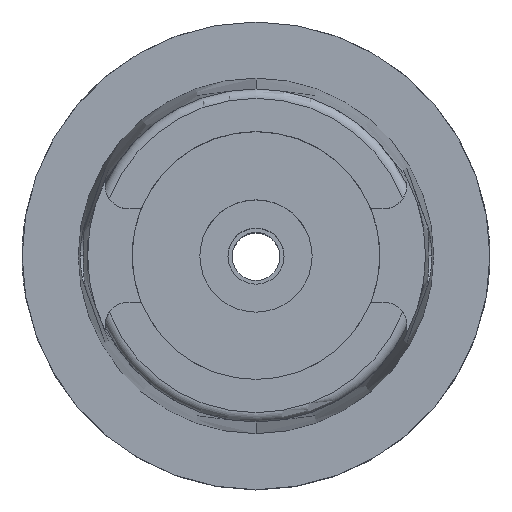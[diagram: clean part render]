
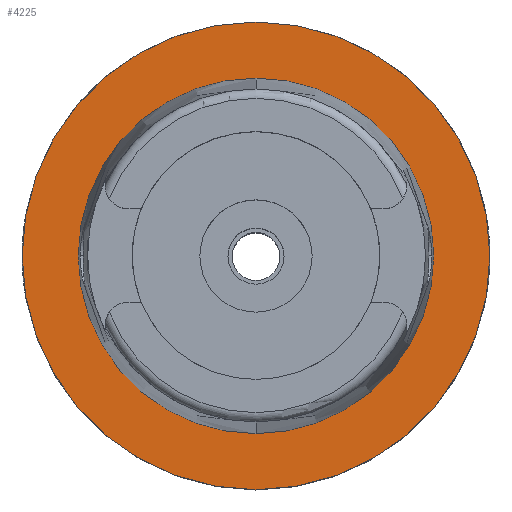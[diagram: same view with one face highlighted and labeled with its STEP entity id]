
A CAD part, top view. The second image highlights one B-rep face of the part: STEP entity #4225.
In plain terms, the highlighted planar face has unit normal (0, 0, 1).
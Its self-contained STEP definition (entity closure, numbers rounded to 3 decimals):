
#2002=CARTESIAN_POINT('',(0.,0.,0.));
#2003=DIRECTION('',(0.,0.,-1.));
#2004=DIRECTION('',(0.,-1.,0.));
#2005=AXIS2_PLACEMENT_3D('',#2002,#2003,#2004);
#2010=CARTESIAN_POINT('',(0.,0.,0.));
#2011=DIRECTION('',(0.,0.,-1.));
#2012=DIRECTION('',(0.,1.,0.));
#2013=AXIS2_PLACEMENT_3D('',#2010,#2011,#2012);
#2018=CARTESIAN_POINT('',(0.,0.,0.));
#2019=DIRECTION('',(0.,0.,1.));
#2020=DIRECTION('',(0.,-1.,0.));
#2021=AXIS2_PLACEMENT_3D('',#2018,#2019,#2020);
#2026=CARTESIAN_POINT('',(0.,0.,0.));
#2027=DIRECTION('',(0.,0.,1.));
#2028=DIRECTION('',(0.,1.,0.));
#2029=AXIS2_PLACEMENT_3D('',#2026,#2027,#2028);
#2466=CARTESIAN_POINT('',(0.,-38.,0.));
#2467=VERTEX_POINT('',#2466);
#2468=CARTESIAN_POINT('',(0.,38.,0.));
#2469=VERTEX_POINT('',#2468);
#2727=CARTESIAN_POINT('',(0.,50.,0.));
#2728=VERTEX_POINT('',#2727);
#2729=CARTESIAN_POINT('',(0.,-50.,0.));
#2730=VERTEX_POINT('',#2729);
#4212=CARTESIAN_POINT('',(0.,0.,0.));
#4213=DIRECTION('',(0.,0.,1.));
#4214=DIRECTION('',(0.,1.,0.));
#4215=AXIS2_PLACEMENT_3D('',#4212,#4213,#4214);
#4216=PLANE('',#4215);
#4217=ORIENTED_EDGE('',*,*,#3977,.T.);
#4218=ORIENTED_EDGE('',*,*,#4086,.T.);
#4219=EDGE_LOOP('',(#4217,#4218));
#4220=FACE_OUTER_BOUND('',#4219,.F.);
#4221=ORIENTED_EDGE('',*,*,#2981,.T.);
#4222=ORIENTED_EDGE('',*,*,#2952,.T.);
#4223=EDGE_LOOP('',(#4221,#4222));
#4224=FACE_BOUND('',#4223,.F.);
#2006=CIRCLE('',#2005,50.);
#2014=CIRCLE('',#2013,50.);
#2022=CIRCLE('',#2021,38.);
#2030=CIRCLE('',#2029,38.);
#2952=EDGE_CURVE('',#2469,#2467,#2030,.T.);
#2981=EDGE_CURVE('',#2467,#2469,#2022,.T.);
#3977=EDGE_CURVE('',#2730,#2728,#2006,.T.);
#4086=EDGE_CURVE('',#2728,#2730,#2014,.T.);
#4225=ADVANCED_FACE('',(#4220,#4224),#4216,.T.);
